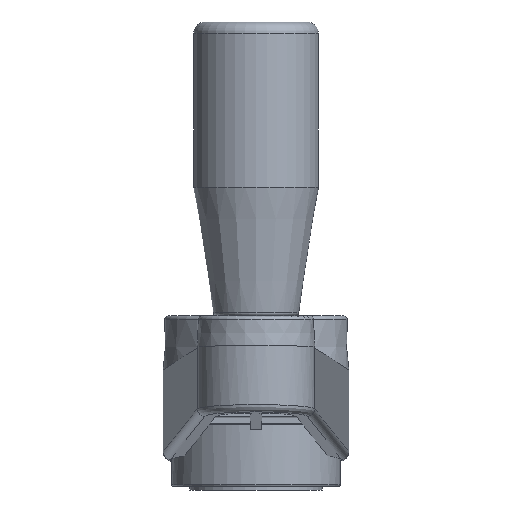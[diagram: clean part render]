
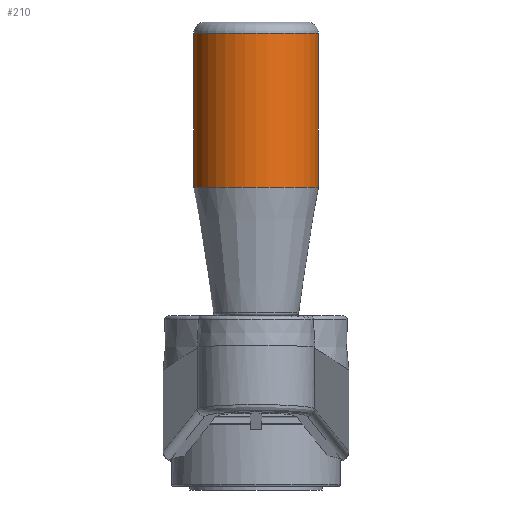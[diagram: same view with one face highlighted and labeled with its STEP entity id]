
A CAD part, left-side view. The second image highlights one B-rep face of the part: STEP entity #210.
In plain terms, the highlighted cylindrical face has radius 8.5 mm (diameter 17 mm), a full revolution.
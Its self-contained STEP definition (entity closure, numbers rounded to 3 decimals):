
#210 = ADVANCED_FACE( '', ( #561, #562 ), #563, .T. );
#561 = FACE_OUTER_BOUND( '', #1289, .T. );
#562 = FACE_OUTER_BOUND( '', #1290, .T. );
#563 = CYLINDRICAL_SURFACE( '', #1291, 8.5 );
#1289 = EDGE_LOOP( '', ( #2217 ) );
#1290 = EDGE_LOOP( '', ( #2218 ) );
#1291 = AXIS2_PLACEMENT_3D( '', #2219, #2220, #2221 );
#2217 = ORIENTED_EDGE( '', *, *, #3512, .F. );
#2218 = ORIENTED_EDGE( '', *, *, #3513, .T. );
#2219 = CARTESIAN_POINT( '', ( -66.35, 0., 63.18 ) );
#2220 = DIRECTION( '', ( 0., 0., -1. ) );
#2221 = DIRECTION( '', ( 1., 0., 0. ) );
#3512 = EDGE_CURVE( '', #4105, #4105, #4106, .T. );
#3513 = EDGE_CURVE( '', #4107, #4107, #4108, .T. );
#4105 = VERTEX_POINT( '', #4927 );
#4106 = CIRCLE( '', #4928, 8.5 );
#4107 = VERTEX_POINT( '', #4929 );
#4108 = CIRCLE( '', #4930, 8.5 );
#4927 = CARTESIAN_POINT( '', ( -57.85, 0., 61.629 ) );
#4928 = AXIS2_PLACEMENT_3D( '', #5941, #5942, #5943 );
#4929 = CARTESIAN_POINT( '', ( -57.85, 0., 40.68 ) );
#4930 = AXIS2_PLACEMENT_3D( '', #5944, #5945, #5946 );
#5941 = CARTESIAN_POINT( '', ( -66.35, 0., 61.629 ) );
#5942 = DIRECTION( '', ( 0., 0., 1. ) );
#5943 = DIRECTION( '', ( 1., 0., 0. ) );
#5944 = CARTESIAN_POINT( '', ( -66.35, 0., 40.68 ) );
#5945 = DIRECTION( '', ( 0., 0., 1. ) );
#5946 = DIRECTION( '', ( 1., 0., 0. ) );
